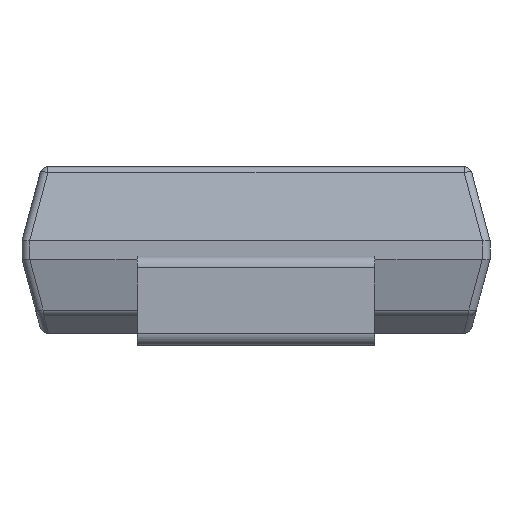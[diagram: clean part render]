
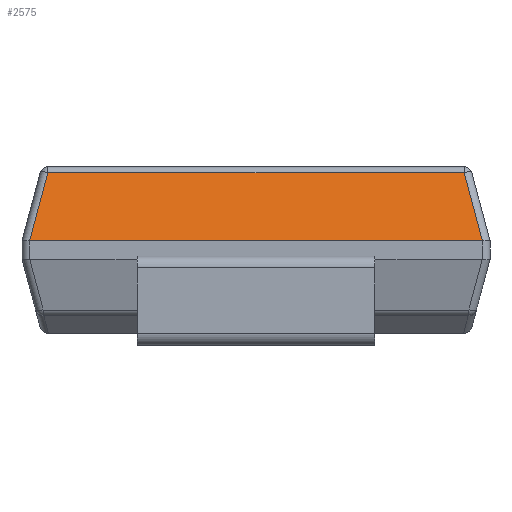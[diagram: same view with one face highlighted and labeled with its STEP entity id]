
A CAD part, front view. The second image highlights one B-rep face of the part: STEP entity #2575.
In plain terms, the highlighted planar face has unit normal (0, -0.966, 0.259).
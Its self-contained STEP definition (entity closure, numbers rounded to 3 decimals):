
#75=ELLIPSE('',#2725,0.386,0.1);
#79=ELLIPSE('',#2735,0.386,0.1);
#208=FACE_OUTER_BOUND('',#342,.T.);
#342=EDGE_LOOP('',(#1940,#1941,#1942,#1943,#1944,#1945));
#570=LINE('',#3954,#858);
#575=LINE('',#3990,#863);
#580=LINE('',#3999,#868);
#598=LINE('',#4061,#886);
#858=VECTOR('',#3181,5.247);
#863=VECTOR('',#3200,0.918);
#868=VECTOR('',#3211,0.918);
#886=VECTOR('',#3257,5.7);
#1108=VERTEX_POINT('',#3940);
#1113=VERTEX_POINT('',#3950);
#1118=VERTEX_POINT('',#3964);
#1119=VERTEX_POINT('',#3966);
#1122=VERTEX_POINT('',#3998);
#1126=VERTEX_POINT('',#4010);
#1402=EDGE_CURVE('',#1108,#1113,#570,.T.);
#1408=EDGE_CURVE('',#1118,#1119,#75,.T.);
#1413=EDGE_CURVE('',#1113,#1118,#575,.T.);
#1418=EDGE_CURVE('',#1122,#1108,#580,.T.);
#1425=EDGE_CURVE('',#1126,#1122,#79,.T.);
#1443=EDGE_CURVE('',#1126,#1119,#598,.T.);
#1940=ORIENTED_EDGE('',*,*,#1408,.F.);
#1941=ORIENTED_EDGE('',*,*,#1413,.F.);
#1942=ORIENTED_EDGE('',*,*,#1402,.F.);
#1943=ORIENTED_EDGE('',*,*,#1418,.F.);
#1944=ORIENTED_EDGE('',*,*,#1425,.F.);
#1945=ORIENTED_EDGE('',*,*,#1443,.T.);
#2351=PLANE('',#2744);
#2575=ADVANCED_FACE('',(#208),#2351,.T.);
#2725=AXIS2_PLACEMENT_3D('',#3967,#3192,#3193);
#2735=AXIS2_PLACEMENT_3D('',#4012,#3224,#3225);
#2744=AXIS2_PLACEMENT_3D('',#4060,#3255,#3256);
#3181=DIRECTION('',(1.,0.,0.));
#3192=DIRECTION('center_axis',(0.,0.966,-0.259));
#3193=DIRECTION('ref_axis',(0.,-0.259,-0.966));
#3200=DIRECTION('',(0.251,-0.251,-0.935));
#3211=DIRECTION('',(0.251,0.251,0.935));
#3224=DIRECTION('center_axis',(0.,0.966,-0.259));
#3225=DIRECTION('ref_axis',(0.,-0.259,-0.966));
#3255=DIRECTION('center_axis',(0.,-0.966,0.259));
#3256=DIRECTION('ref_axis',(0.,-0.259,-0.966));
#3257=DIRECTION('',(1.,0.,0.));
#3940=CARTESIAN_POINT('',(-2.623,-3.195,2.176));
#3950=CARTESIAN_POINT('',(2.623,-3.195,2.176));
#3954=CARTESIAN_POINT('',(0.,-3.195,2.176));
#3964=CARTESIAN_POINT('',(2.853,-3.425,1.317));
#3966=CARTESIAN_POINT('',(2.85,-3.425,1.317));
#3967=CARTESIAN_POINT('Origin',(2.85,-3.325,1.69));
#3990=CARTESIAN_POINT('',(2.488,-3.06,2.679));
#3998=CARTESIAN_POINT('',(-2.853,-3.425,1.317));
#3999=CARTESIAN_POINT('',(-2.488,-3.06,2.679));
#4010=CARTESIAN_POINT('',(-2.85,-3.425,1.317));
#4012=CARTESIAN_POINT('Origin',(-2.85,-3.325,1.69));
#4060=CARTESIAN_POINT('Origin',(0.,-3.3,1.783));
#4061=CARTESIAN_POINT('',(0.,-3.425,1.317));
